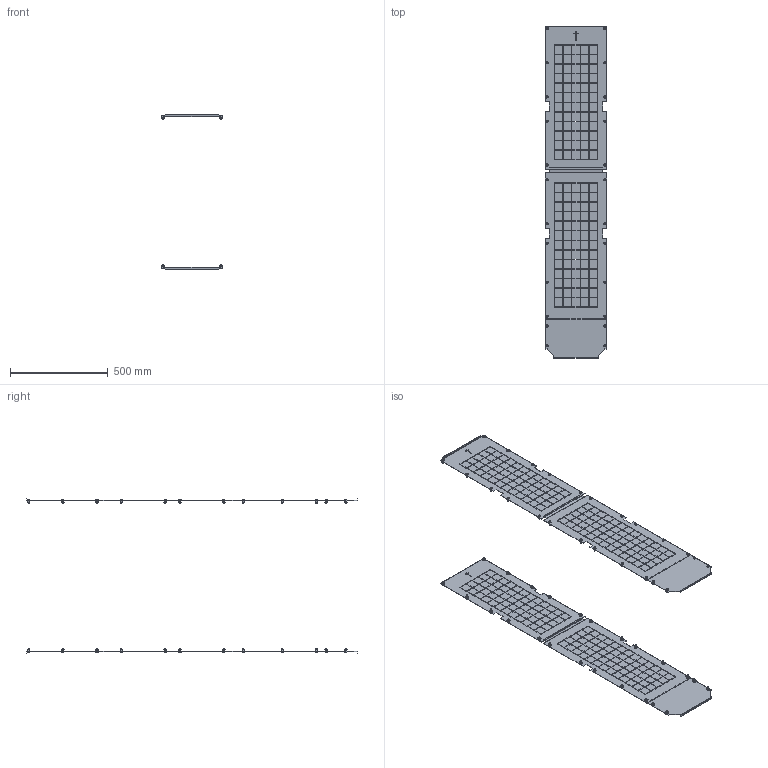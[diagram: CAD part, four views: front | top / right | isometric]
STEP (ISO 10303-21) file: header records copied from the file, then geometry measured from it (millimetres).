
FILE_DESCRIPTION (( 'STEP AP214' ), '1' );
FILE_NAME ('PCV174 Ïàíåëü âåðòèêàëüíàÿ.STEP', '2018-07-30T13:23:43', ( '' ), ( '' ), 'SwSTEP 2.0', 'SolidWorks 2017', '' );
FILE_SCHEMA (( 'AUTOMOTIVE_DESIGN' ));
Length unit declared in the file: millimetre
Products named in the file (5): AVT003.15.00.03 Ïàíåëü âåðòèêàëüíàÿ_00; PCV174 Ïàíåëü âåðòèêàëüíàÿ; Âèíò Ì6 DIN 7985_6å16; Ãàéêà êëåòåâàÿ Ì6_3À; AVT003.15.00.02 Ïàíåëü âåðòèêàëüíàÿ_00
Assembly tree (100 placements, depth 2):
  PCV174 Ïàíåëü âåðòèêàëüíàÿ
    AVT003.15.00.03 Ïàíåëü âåðòèêàëüíàÿ_00  x2
    AVT003.15.00.02 Ïàíåëü âåðòèêàëüíàÿ_00  x2
    Ãàéêà êëåòåâàÿ Ì6_3À  x48
    Âèíò Ì6 DIN 7985_6å16  x48
Bounding box: 316 x 1700 x 791 mm (x, y, z)
Volume: 1599470.6 mm3; surface area: 2215602.2 mm2
Topology: 100 solids, 100 shells, 6404 faces, 17732 edges, 11576 vertices
Faces by surface type: plane 4948, cylinder 1264, cone 96, sphere 96
Entity records: 47508 total; most frequent: CARTESIAN_POINT 8360, ORIENTED_EDGE 8164, DIRECTION 7182, EDGE_CURVE 4082, LINE 3902, VECTOR 3902, VERTEX_POINT 2706, EDGE_LOOP 2026
